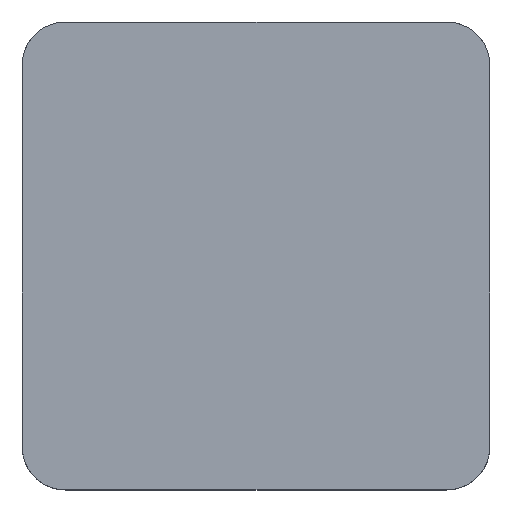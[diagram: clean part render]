
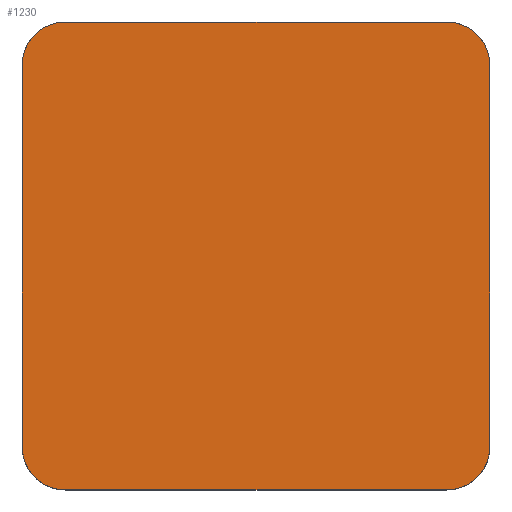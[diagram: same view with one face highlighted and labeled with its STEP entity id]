
A CAD part, top view. The second image highlights one B-rep face of the part: STEP entity #1230.
In plain terms, the highlighted planar face has unit normal (0, 0, 1).
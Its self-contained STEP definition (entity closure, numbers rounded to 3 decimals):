
#285=CARTESIAN_POINT('Vertex',(-1.519,3.,5.99)) ;
#288=CARTESIAN_POINT('Line Origine',(-1.519,22.5,5.99)) ;
#292=CARTESIAN_POINT('Vertex',(-1.519,42.,5.99)) ;
#373=CARTESIAN_POINT('Vertex',(2.931,46.45,5.99)) ;
#376=CARTESIAN_POINT('Line Origine',(22.431,46.45,5.99)) ;
#380=CARTESIAN_POINT('Vertex',(41.931,46.45,5.99)) ;
#461=CARTESIAN_POINT('Vertex',(46.381,42.,5.99)) ;
#464=CARTESIAN_POINT('Line Origine',(46.381,22.5,5.99)) ;
#468=CARTESIAN_POINT('Vertex',(46.381,3.,5.99)) ;
#549=CARTESIAN_POINT('Vertex',(41.931,-1.45,5.99)) ;
#552=CARTESIAN_POINT('Line Origine',(22.431,-1.45,5.99)) ;
#556=CARTESIAN_POINT('Vertex',(2.931,-1.45,5.99)) ;
#1188=CARTESIAN_POINT('Axis2P3D Location',(2.931,3.,5.99)) ;
#1200=CARTESIAN_POINT('Axis2P3D Location',(-1.519,-1.45,5.99)) ;
#1205=CARTESIAN_POINT('Axis2P3D Location',(41.931,3.,5.99)) ;
#1210=CARTESIAN_POINT('Axis2P3D Location',(41.931,42.,5.99)) ;
#1215=CARTESIAN_POINT('Axis2P3D Location',(2.931,42.,5.99)) ;
#290=VECTOR('Line Direction',#289,1.) ;
#378=VECTOR('Line Direction',#377,1.) ;
#466=VECTOR('Line Direction',#465,1.) ;
#554=VECTOR('Line Direction',#553,1.) ;
#289=DIRECTION('Vector Direction',(0.,-1.,0.)) ;
#377=DIRECTION('Vector Direction',(-1.,0.,0.)) ;
#465=DIRECTION('Vector Direction',(0.,1.,0.)) ;
#553=DIRECTION('Vector Direction',(1.,0.,0.)) ;
#1189=DIRECTION('Axis2P3D Direction',(0.,0.,1.)) ;
#1201=DIRECTION('Axis2P3D Direction',(0.,0.,1.)) ;
#1202=DIRECTION('Axis2P3D XDirection',(-1.,0.,0.)) ;
#1206=DIRECTION('Axis2P3D Direction',(0.,0.,1.)) ;
#1211=DIRECTION('Axis2P3D Direction',(0.,0.,1.)) ;
#1216=DIRECTION('Axis2P3D Direction',(0.,0.,1.)) ;
#1190=AXIS2_PLACEMENT_3D('Circle Axis2P3D',#1188,#1189,$) ;
#1203=AXIS2_PLACEMENT_3D('Plane Axis2P3D',#1200,#1201,#1202) ;
#1207=AXIS2_PLACEMENT_3D('Circle Axis2P3D',#1205,#1206,$) ;
#1212=AXIS2_PLACEMENT_3D('Circle Axis2P3D',#1210,#1211,$) ;
#1217=AXIS2_PLACEMENT_3D('Circle Axis2P3D',#1215,#1216,$) ;
#291=LINE('Line',#288,#290) ;
#379=LINE('Line',#376,#378) ;
#467=LINE('Line',#464,#466) ;
#555=LINE('Line',#552,#554) ;
#1191=CIRCLE('generated circle',#1190,4.45) ;
#1208=CIRCLE('generated circle',#1207,4.45) ;
#1213=CIRCLE('generated circle',#1212,4.45) ;
#1218=CIRCLE('generated circle',#1217,4.45) ;
#1204=PLANE('',#1203) ;
#294=EDGE_CURVE('',#293,#286,#291,.T.) ;
#382=EDGE_CURVE('',#381,#374,#379,.T.) ;
#470=EDGE_CURVE('',#469,#462,#467,.T.) ;
#558=EDGE_CURVE('',#557,#550,#555,.T.) ;
#1192=EDGE_CURVE('',#286,#557,#1191,.T.) ;
#1209=EDGE_CURVE('',#550,#469,#1208,.T.) ;
#1214=EDGE_CURVE('',#462,#381,#1213,.T.) ;
#1219=EDGE_CURVE('',#374,#293,#1218,.T.) ;
#1221=ORIENTED_EDGE('',*,*,#558,.T.) ;
#1222=ORIENTED_EDGE('',*,*,#1209,.T.) ;
#1223=ORIENTED_EDGE('',*,*,#470,.T.) ;
#1224=ORIENTED_EDGE('',*,*,#1214,.T.) ;
#1225=ORIENTED_EDGE('',*,*,#382,.T.) ;
#1226=ORIENTED_EDGE('',*,*,#1219,.T.) ;
#1227=ORIENTED_EDGE('',*,*,#294,.T.) ;
#1228=ORIENTED_EDGE('',*,*,#1192,.T.) ;
#1220=EDGE_LOOP('',(#1221,#1222,#1223,#1224,#1225,#1226,#1227,#1228)) ;
#286=VERTEX_POINT('',#285) ;
#293=VERTEX_POINT('',#292) ;
#374=VERTEX_POINT('',#373) ;
#381=VERTEX_POINT('',#380) ;
#462=VERTEX_POINT('',#461) ;
#469=VERTEX_POINT('',#468) ;
#550=VERTEX_POINT('',#549) ;
#557=VERTEX_POINT('',#556) ;
#1230=ADVANCED_FACE('PartBody',(#1229),#1204,.T.) ;
#1229=FACE_OUTER_BOUND('',#1220,.T.) ;
